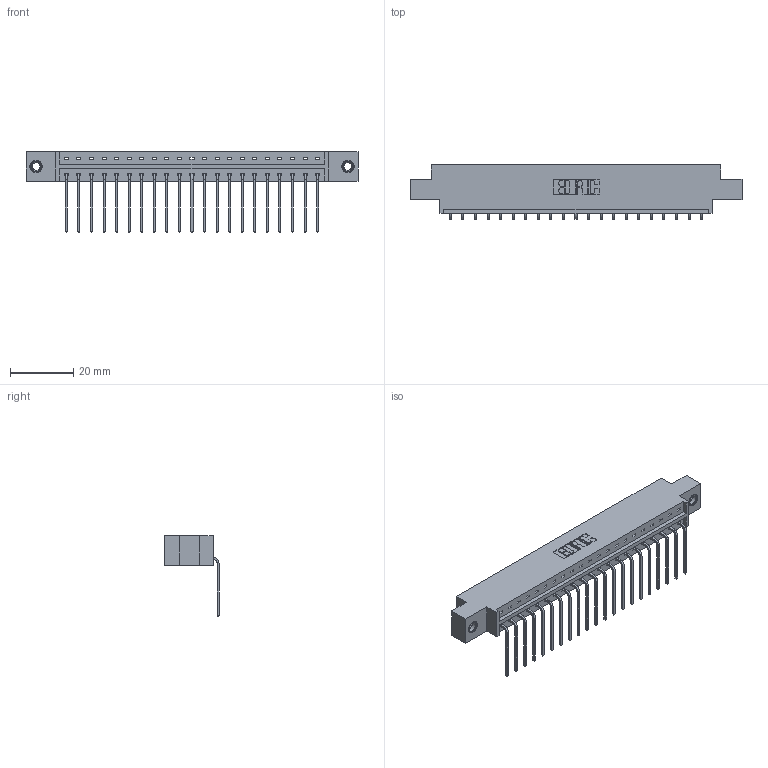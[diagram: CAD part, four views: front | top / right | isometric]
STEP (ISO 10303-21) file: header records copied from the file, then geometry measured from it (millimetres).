
FILE_DESCRIPTION (( 'STEP AP203' ), '1' );
FILE_NAME ('333-021-559-607.STEP', '2018-08-02T01:27:05', ( '' ), ( '' ), 'SwSTEP 2.0', 'SolidWorks 2016', '' );
FILE_SCHEMA (( 'CONFIG_CONTROL_DESIGN' ));
Length unit declared in the file: inch
Products named in the file (4): 345-292-001_558 559 Tail - 1; 345-250-001_345-250-005-103; 333-021-559-607; 333 Part_Offset - .156 Dia - TI
Assembly tree (24 placements, depth 2):
  333-021-559-607
    333 Part_Offset - .156 Dia - TI
    345-292-001_558 559 Tail - 1  x21
    345-250-001_345-250-005-103  x2
Bounding box: 104.75 x 17.09 x 25.53 mm (x, y, z)
Volume: 10188.8 mm3; surface area: 11551.2 mm2
Topology: 24 solids, 24 shells, 1438 faces, 4281 edges, 2818 vertices
Faces by surface type: plane 1030, cylinder 392, cone 12, torus 4
Entity records: 16956 total; most frequent: CARTESIAN_POINT 2912, ORIENTED_EDGE 2862, DIRECTION 2531, EDGE_CURVE 1431, VECTOR 1283, LINE 1283, VERTEX_POINT 948, AXIS2_PLACEMENT_3D 624
